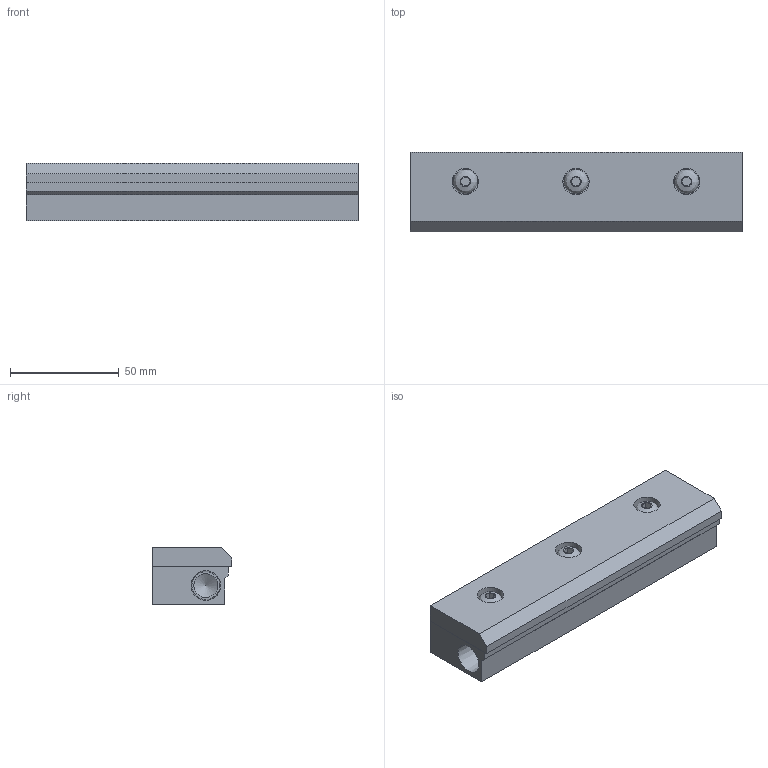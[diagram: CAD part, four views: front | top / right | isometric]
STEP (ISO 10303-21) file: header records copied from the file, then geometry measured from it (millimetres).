
FILE_DESCRIPTION(/* description */ (''),/* implementation_level */ '2;1');
FILE_NAME(/* name */ '110006SS-316-DIM.stp',/* time_stamp */ '2017-08-21T16:44:04-04:00',/* author */ ('Trey Green'),/* organization */ (''),/* preprocessor_version */ 'ST-DEVELOPER v16.13',/* originating_system */ 'Autodesk Inventor 2018',/* authorisation */ '');
FILE_SCHEMA (('AUTOMOTIVE_DESIGN { 1 0 10303 214 3 1 1 }'));
Length unit declared in the file: inch
Products named in the file (6): 110006SS-DIM; Part12; Part14; Part16; Part18; Part20
Assembly tree (5 placements, depth 2):
  110006SS-DIM
    Part12
    Part14
    Part16
    Part18
    Part20
Bounding box: 152.4 x 36.51 x 26.2 mm (x, y, z)
Volume: 128037.2 mm3; surface area: 36634.5 mm2
Topology: 5 solids, 5 shells, 85 faces, 190 edges, 128 vertices
Faces by surface type: plane 52, cylinder 19, cone 11, bspline 3
Full cylindrical faces by diameter (mm): 5.182 x3, 6.35 x3, 7.163 x3, 10.999 x4, 11.1 x3, 12.065 x3
Entity records: 2450 total; most frequent: CARTESIAN_POINT 448, DIRECTION 393, ORIENTED_EDGE 300, AXIS2_PLACEMENT_3D 153, EDGE_CURVE 150, EDGE_LOOP 144, VERTEX_POINT 118, LINE 87
